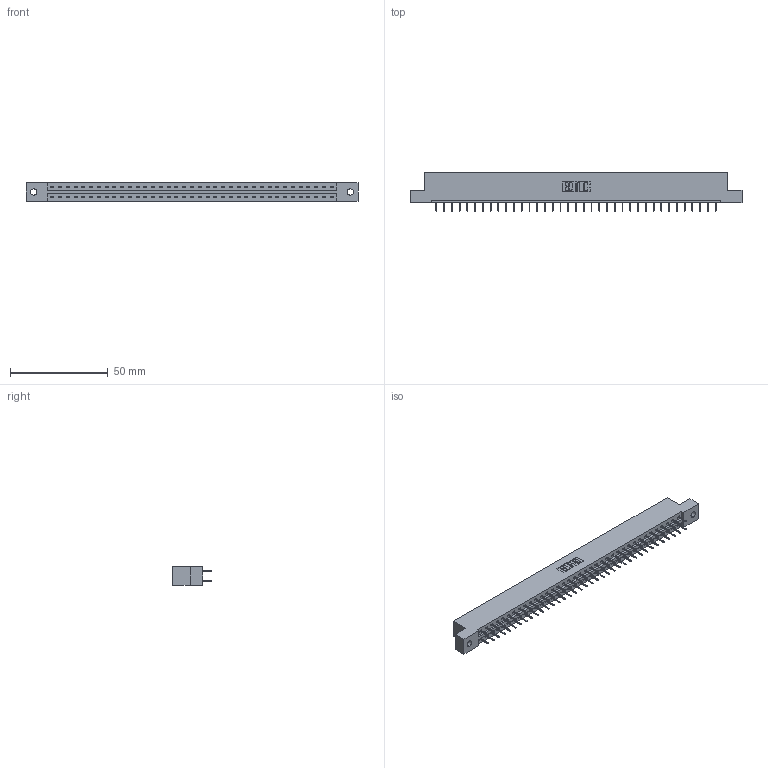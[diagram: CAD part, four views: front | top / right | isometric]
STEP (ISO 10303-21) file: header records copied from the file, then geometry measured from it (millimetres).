
FILE_DESCRIPTION (( 'STEP AP203' ), '1' );
FILE_NAME ('337-074-524-202.STEP', '2019-10-10T03:37:28', ( '' ), ( '' ), 'SwSTEP 2.0', 'SolidWorks 2016', '' );
FILE_SCHEMA (( 'CONFIG_CONTROL_DESIGN' ));
Length unit declared in the file: inch
Products named in the file (3): 337-074-524-202; 337 Part_Flush Mounting Lugs - 0.128 Dia; 345-292-001_345-293-124
Assembly tree (75 placements, depth 2):
  337-074-524-202
    337 Part_Flush Mounting Lugs - 0.128 Dia
    345-292-001_345-293-124  x74
Bounding box: 169.62 x 19.69 x 9.4 mm (x, y, z)
Volume: 17660.8 mm3; surface area: 19297.5 mm2
Topology: 75 solids, 75 shells, 4406 faces, 12521 edges, 8050 vertices
Faces by surface type: plane 3326, cylinder 1080
Entity records: 29411 total; most frequent: CARTESIAN_POINT 4958, ORIENTED_EDGE 4894, DIRECTION 4227, EDGE_CURVE 2447, VECTOR 2323, LINE 2323, VERTEX_POINT 1626, AXIS2_PLACEMENT_3D 952
